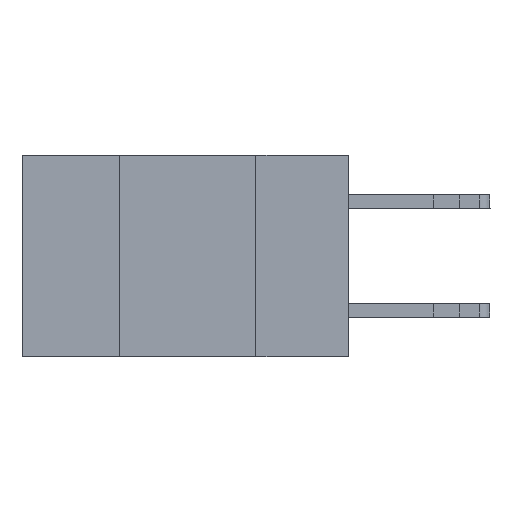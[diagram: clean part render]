
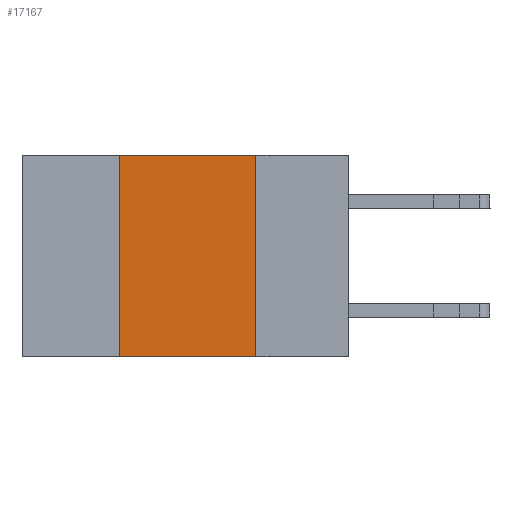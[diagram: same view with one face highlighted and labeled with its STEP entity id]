
A CAD part, left-side view. The second image highlights one B-rep face of the part: STEP entity #17167.
In plain terms, the highlighted planar face has unit normal (-1, 0, 0).
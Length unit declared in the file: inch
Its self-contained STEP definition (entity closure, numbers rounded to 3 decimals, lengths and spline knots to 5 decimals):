
#417 = VERTEX_POINT ( 'NONE', #6253 ) ;
#568 = EDGE_CURVE ( 'NONE', #417, #16108, #11564, .T. ) ;
#994 = DIRECTION ( 'NONE',  ( 0., 0., -1. ) ) ;
#2834 = CARTESIAN_POINT ( 'NONE',  ( 0., 0.17, -0.37 ) ) ;
#3210 = EDGE_CURVE ( 'NONE', #12420, #5528, #11194, .T. ) ;
#4215 = VECTOR ( 'NONE', #14413, 39.37008 ) ;
#4424 = CARTESIAN_POINT ( 'NONE',  ( 0., 0.42, 0. ) ) ;
#4457 = EDGE_CURVE ( 'NONE', #16108, #12420, #12531, .T. ) ;
#5213 = CARTESIAN_POINT ( 'NONE',  ( 0., 0.6, -0.37 ) ) ;
#5528 = VERTEX_POINT ( 'NONE', #2834 ) ;
#6253 = CARTESIAN_POINT ( 'NONE',  ( 0., 0.42, -0.37 ) ) ;
#6636 = DIRECTION ( 'NONE',  ( 0., 0., -1. ) ) ;
#6750 = PLANE ( 'NONE',  #8743 ) ;
#8233 = VECTOR ( 'NONE', #994, 39.37008 ) ;
#8743 = AXIS2_PLACEMENT_3D ( 'NONE', #14195, #15741, #6636 ) ;
#9432 = ORIENTED_EDGE ( 'NONE', *, *, #568, .F. ) ;
#10324 = VECTOR ( 'NONE', #15709, 39.37008 ) ;
#11015 = CARTESIAN_POINT ( 'NONE',  ( 0., 0.6, 0. ) ) ;
#11194 = LINE ( 'NONE', #11783, #8233 ) ;
#11564 = LINE ( 'NONE', #17769, #4215 ) ;
#11783 = CARTESIAN_POINT ( 'NONE',  ( 0., 0.17, -0.37 ) ) ;
#12270 = EDGE_LOOP ( 'NONE', ( #20052, #17015, #9432, #19260 ) ) ;
#12420 = VERTEX_POINT ( 'NONE', #17076 ) ;
#12531 = LINE ( 'NONE', #11015, #10324 ) ;
#12972 = FACE_OUTER_BOUND ( 'NONE', #12270, .T. ) ;
#14195 = CARTESIAN_POINT ( 'NONE',  ( 0., 0.6, 0. ) ) ;
#14413 = DIRECTION ( 'NONE',  ( 0., 0., 1. ) ) ;
#14572 = LINE ( 'NONE', #5213, #17497 ) ;
#15066 = DIRECTION ( 'NONE',  ( 0., -1., 0. ) ) ;
#15709 = DIRECTION ( 'NONE',  ( 0., -1., 0. ) ) ;
#15741 = DIRECTION ( 'NONE',  ( 1., 0., 0. ) ) ;
#16108 = VERTEX_POINT ( 'NONE', #4424 ) ;
#16413 = EDGE_CURVE ( 'NONE', #417, #5528, #14572, .T. ) ;
#17015 = ORIENTED_EDGE ( 'NONE', *, *, #4457, .F. ) ;
#17076 = CARTESIAN_POINT ( 'NONE',  ( 0., 0.17, 0. ) ) ;
#17167 = ADVANCED_FACE ( 'NONE', ( #12972 ), #6750, .F. ) ;
#17497 = VECTOR ( 'NONE', #15066, 39.37008 ) ;
#17769 = CARTESIAN_POINT ( 'NONE',  ( 0., 0.42, -0.37 ) ) ;
#19260 = ORIENTED_EDGE ( 'NONE', *, *, #16413, .T. ) ;
#20052 = ORIENTED_EDGE ( 'NONE', *, *, #3210, .F. ) ;
